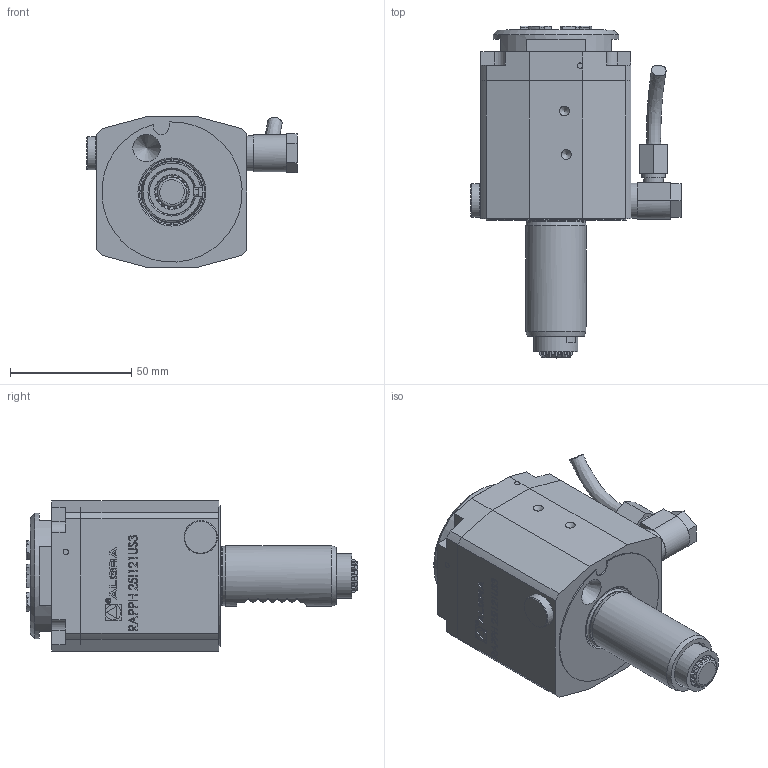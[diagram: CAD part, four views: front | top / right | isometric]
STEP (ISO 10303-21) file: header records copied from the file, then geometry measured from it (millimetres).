
FILE_DESCRIPTION (( 'STEP AP214' ), '1' );
FILE_NAME ('RAPPH25I121US3.STEP', '2026-02-06T10:08:53', ( '' ), ( '' ), 'SwSTEP 2.0', 'SolidWorks 2023', '' );
FILE_SCHEMA (( 'AUTOMOTIVE_DESIGN' ));
Length unit declared in the file: millimetre
Products named in the file (1): RAPPH25I121US3
Bounding box: 86.85 x 137.15 x 62 mm (x, y, z)
Volume: 297498.5 mm3; surface area: 35099.9 mm2
Topology: 1 solids, 1 shells, 706 faces, 1964 edges, 1288 vertices
Faces by surface type: plane 427, cylinder 135, bspline 93, cone 47, torus 4
Full cylindrical faces by diameter (mm): 1.7 x1, 2.1 x1, 6.366 x1, 8.2 x1, 9.8 x1, 11 x2, 12 x1, 13.8 x1, 14.5 x1, 22 x1, 24.1 x1, 25 x1, 52 x1
Entity records: 28099 total; most frequent: CARTESIAN_POINT 10849, ORIENTED_EDGE 3834, DIRECTION 3152, EDGE_CURVE 1917, VERTEX_POINT 1273, LINE 1168, VECTOR 1168, AXIS2_PLACEMENT_3D 992
